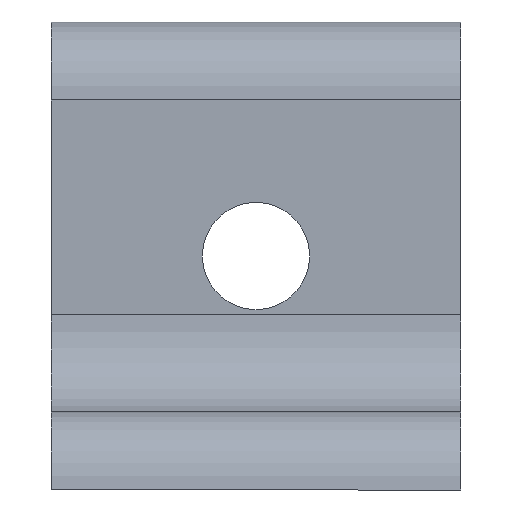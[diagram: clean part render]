
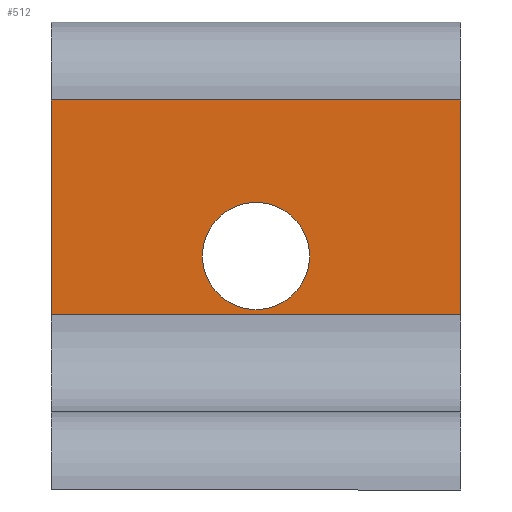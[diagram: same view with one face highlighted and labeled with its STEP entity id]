
A CAD part, front view. The second image highlights one B-rep face of the part: STEP entity #512.
In plain terms, the highlighted planar face has unit normal (0, -1, 0).
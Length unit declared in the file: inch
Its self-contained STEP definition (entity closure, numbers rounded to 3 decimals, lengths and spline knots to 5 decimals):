
#78=CARTESIAN_POINT('',(0.,-0.25,0.57813));
#79=VERTEX_POINT('',#78);
#95=CARTESIAN_POINT('',(0.,-0.25,0.92188));
#96=VERTEX_POINT('',#95);
#103=CARTESIAN_POINT('',(0.0,-0.25,0.75));
#104=DIRECTION('',(0.0,1.0,0.0));
#105=DIRECTION('',(0.0,0.0,-1.0));
#106=AXIS2_PLACEMENT_3D('',#103,#104,#105);
#107=CIRCLE('',#106,0.17188);
#108=EDGE_CURVE('',#79,#96,#107,.T.);
#330=CARTESIAN_POINT('',(0.65625,-0.25,1.25));
#331=VERTEX_POINT('',#330);
#339=CARTESIAN_POINT('',(0.65625,-0.25,0.562));
#340=VERTEX_POINT('',#339);
#341=CARTESIAN_POINT('',(0.65625,-0.25,0.562));
#342=DIRECTION('',(0.0,0.0,1.0));
#343=VECTOR('',#342,0.688);
#344=LINE('',#341,#343);
#345=EDGE_CURVE('',#340,#331,#344,.T.);
#382=CARTESIAN_POINT('',(0.0,-0.25,0.75));
#383=DIRECTION('',(0.0,1.0,0.0));
#384=DIRECTION('',(0.0,0.0,-1.0));
#385=AXIS2_PLACEMENT_3D('',#382,#383,#384);
#386=CIRCLE('',#385,0.17188);
#387=EDGE_CURVE('',#96,#79,#386,.T.);
#465=CARTESIAN_POINT('',(-0.65625,-0.25,1.25));
#466=VERTEX_POINT('',#465);
#474=CARTESIAN_POINT('',(0.65625,-0.25,1.25));
#475=DIRECTION('',(-1.0,0.0,0.0));
#476=VECTOR('',#475,1.3125);
#477=LINE('',#474,#476);
#478=EDGE_CURVE('',#331,#466,#477,.T.);
#485=CARTESIAN_POINT('',(0.65625,-0.25,1.25));
#486=DIRECTION('',(0.0,-1.0,0.0));
#487=DIRECTION('',(0.0,0.0,-1.0));
#488=AXIS2_PLACEMENT_3D('',#485,#486,#487);
#489=PLANE('',#488);
#490=CARTESIAN_POINT('',(-0.65625,-0.25,0.562));
#491=VERTEX_POINT('',#490);
#492=CARTESIAN_POINT('',(-0.65625,-0.25,1.25));
#493=DIRECTION('',(0.0,0.0,-1.0));
#494=VECTOR('',#493,0.688);
#495=LINE('',#492,#494);
#496=EDGE_CURVE('',#466,#491,#495,.T.);
#497=ORIENTED_EDGE('',*,*,#496,.T.);
#498=CARTESIAN_POINT('',(0.65625,-0.25,0.562));
#499=DIRECTION('',(-1.0,0.0,0.0));
#500=VECTOR('',#499,1.3125);
#501=LINE('',#498,#500);
#502=EDGE_CURVE('',#340,#491,#501,.T.);
#503=ORIENTED_EDGE('',*,*,#502,.F.);
#504=ORIENTED_EDGE('',*,*,#345,.T.);
#505=ORIENTED_EDGE('',*,*,#478,.T.);
#506=EDGE_LOOP('',(#497,#503,#504,#505));
#507=FACE_OUTER_BOUND('',#506,.T.);
#508=ORIENTED_EDGE('',*,*,#387,.T.);
#509=ORIENTED_EDGE('',*,*,#108,.T.);
#510=EDGE_LOOP('',(#508,#509));
#511=FACE_BOUND('',#510,.T.);
#512=ADVANCED_FACE('',(#507,#511),#489,.T.);
